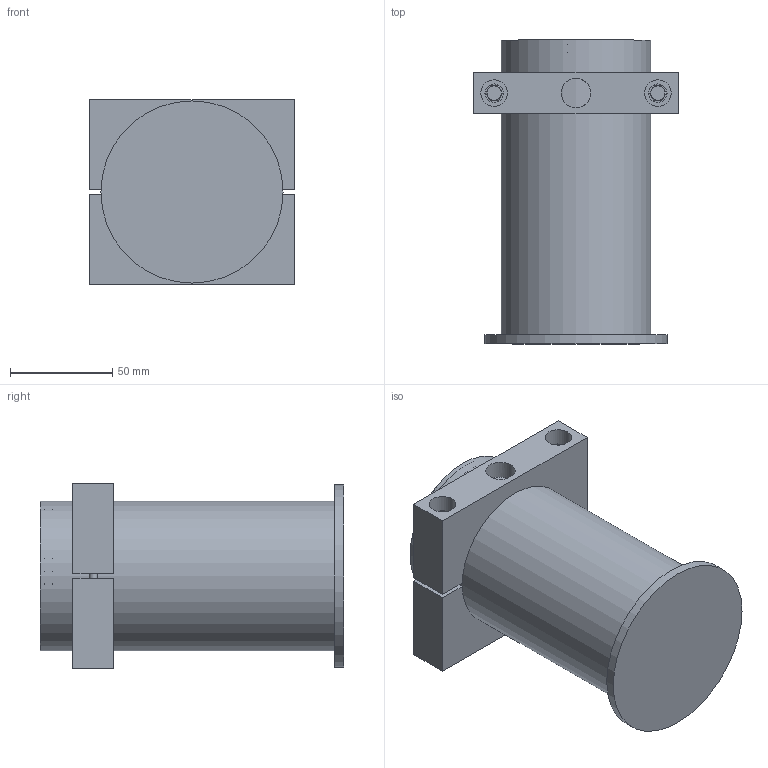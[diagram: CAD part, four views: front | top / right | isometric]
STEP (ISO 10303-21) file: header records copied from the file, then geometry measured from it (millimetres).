
FILE_DESCRIPTION(/* description */ (''),/* implementation_level */ '2;1');
FILE_NAME(/* name */ 'wurstradar_2018-03-15.stp',/* time_stamp */ '2018-03-15T14:59:05+01:00',/* author */ ('fschwanse'),/* organization */ (''),/* preprocessor_version */ 'ST-DEVELOPER v15.6',/* originating_system */ 'Autodesk Inventor 2015',/* authorisation */ '');
FILE_SCHEMA (('AUTOMOTIVE_DESIGN { 1 0 10303 214 3 1 1 }'));
Length unit declared in the file: millimetre
Products named in the file (9): anzeige; dose; scheibe; Wurstradar_Innenhalter; Wurstradar_Abschlussring; Wurstradar_Außenhalter; DIN 125 - A 4,3; DIN 931-1 - M4 x 80; wurstradar
Bounding box: 100 x 148.5 x 90 mm (x, y, z)
Volume: 493034.6 mm3; surface area: 176469.4 mm2
Topology: 13 solids, 13 shells, 145 faces, 315 edges, 205 vertices
Faces by surface type: plane 95, cylinder 35, cone 15
Full cylindrical faces by diameter (mm): 4 x2, 4.3 x4, 4.5 x4, 5.9 x2, 9 x4, 13 x4, 14.376 x2, 20 x1, 66 x1, 69.5 x1, 70 x1, 72 x3, 73 x1, 89 x1
Entity records: 2990 total; most frequent: CARTESIAN_POINT 559, DIRECTION 484, ORIENTED_EDGE 406, EDGE_CURVE 203, AXIS2_PLACEMENT_3D 174, VERTEX_POINT 145, EDGE_LOOP 140, LINE 136
